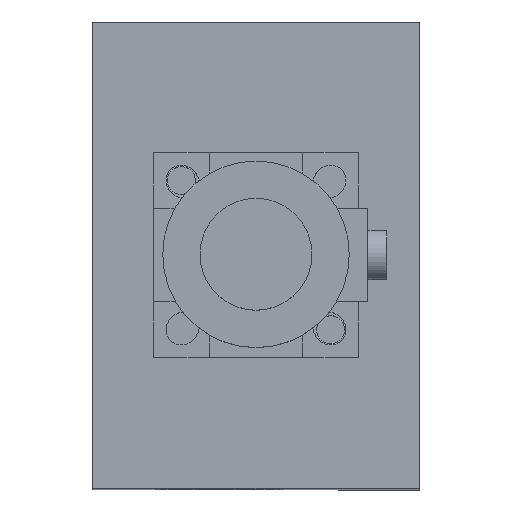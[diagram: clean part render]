
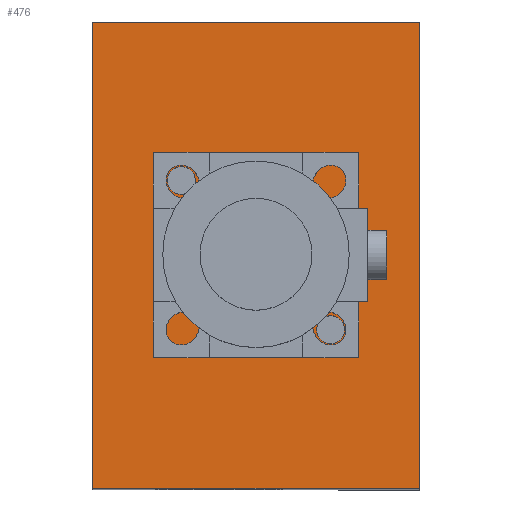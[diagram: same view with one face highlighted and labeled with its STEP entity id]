
A CAD part, top view. The second image highlights one B-rep face of the part: STEP entity #476.
In plain terms, the highlighted planar face has unit normal (0, 0, 1).
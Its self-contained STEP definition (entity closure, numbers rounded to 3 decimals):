
#109=CARTESIAN_POINT('',(-6.5,8.,64.0));
#110=VERTEX_POINT('',#109);
#111=CARTESIAN_POINT('',(-8.,8.,64.0));
#112=DIRECTION('',(0.0,0.0,-1.0));
#113=DIRECTION('',(1.0,0.0,0.0));
#114=AXIS2_PLACEMENT_3D('',#111,#112,#113);
#115=CIRCLE('',#114,1.5);
#116=EDGE_CURVE('',#110,#110,#115,.T.);
#167=CARTESIAN_POINT('',(9.5,-8.,64.0));
#168=VERTEX_POINT('',#167);
#169=CARTESIAN_POINT('',(8.,-8.,64.0));
#170=DIRECTION('',(0.0,0.0,-1.0));
#171=DIRECTION('',(1.0,0.0,0.0));
#172=AXIS2_PLACEMENT_3D('',#169,#170,#171);
#173=CIRCLE('',#172,1.5);
#174=EDGE_CURVE('',#168,#168,#173,.T.);
#340=CARTESIAN_POINT('',(17.499,-24.999,64.0));
#341=VERTEX_POINT('',#340);
#342=CARTESIAN_POINT('',(-17.499,-24.999,64.0));
#343=VERTEX_POINT('',#342);
#344=CARTESIAN_POINT('',(17.499,-24.999,64.0));
#345=DIRECTION('',(-1.0,0.0,0.0));
#346=VECTOR('',#345,34.998);
#347=LINE('',#344,#346);
#348=EDGE_CURVE('',#341,#343,#347,.T.);
#380=CARTESIAN_POINT('',(-17.499,24.999,64.0));
#381=VERTEX_POINT('',#380);
#382=CARTESIAN_POINT('',(-17.499,-24.999,64.0));
#383=DIRECTION('',(0.0,1.0,0.0));
#384=VECTOR('',#383,49.998);
#385=LINE('',#382,#384);
#386=EDGE_CURVE('',#343,#381,#385,.T.);
#411=CARTESIAN_POINT('',(17.499,24.999,64.0));
#412=VERTEX_POINT('',#411);
#413=CARTESIAN_POINT('',(-17.499,24.999,64.0));
#414=DIRECTION('',(1.0,0.0,0.0));
#415=VECTOR('',#414,34.998);
#416=LINE('',#413,#415);
#417=EDGE_CURVE('',#381,#412,#416,.T.);
#442=CARTESIAN_POINT('',(17.499,24.999,64.0));
#443=DIRECTION('',(0.0,-1.0,0.0));
#444=VECTOR('',#443,49.998);
#445=LINE('',#442,#444);
#446=EDGE_CURVE('',#412,#341,#445,.T.);
#459=CARTESIAN_POINT('',(0.,0.,64.0));
#460=DIRECTION('',(0.0,0.0,1.0));
#461=DIRECTION('',(1.0,0.0,0.0));
#462=AXIS2_PLACEMENT_3D('',#459,#460,#461);
#463=PLANE('',#462);
#464=ORIENTED_EDGE('',*,*,#348,.F.);
#465=ORIENTED_EDGE('',*,*,#446,.F.);
#466=ORIENTED_EDGE('',*,*,#417,.F.);
#467=ORIENTED_EDGE('',*,*,#386,.F.);
#468=EDGE_LOOP('',(#464,#465,#466,#467));
#469=FACE_OUTER_BOUND('',#468,.T.);
#470=ORIENTED_EDGE('',*,*,#116,.T.);
#471=EDGE_LOOP('',(#470));
#472=FACE_BOUND('',#471,.T.);
#473=ORIENTED_EDGE('',*,*,#174,.T.);
#474=EDGE_LOOP('',(#473));
#475=FACE_BOUND('',#474,.T.);
#476=ADVANCED_FACE('',(#469,#472,#475),#463,.T.);
